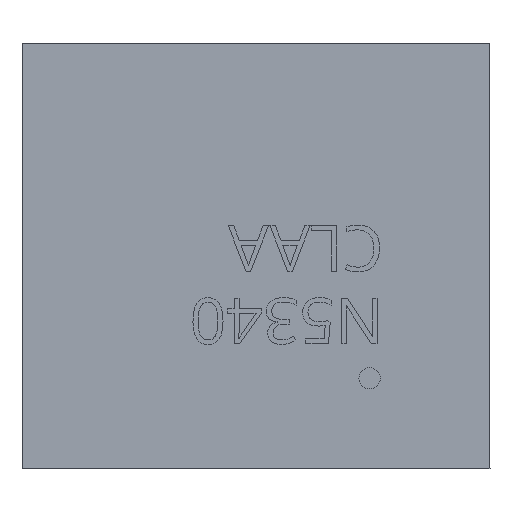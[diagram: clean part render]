
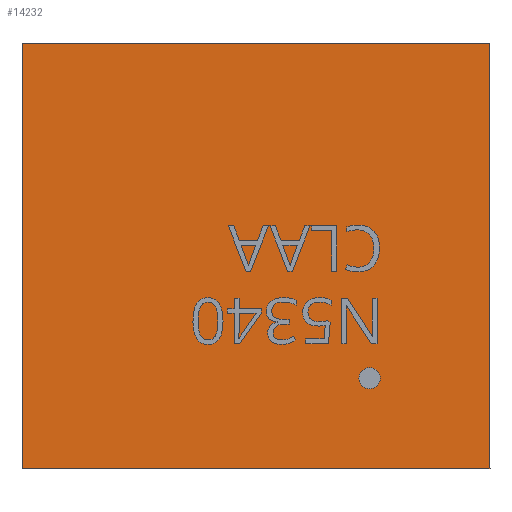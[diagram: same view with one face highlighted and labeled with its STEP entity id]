
A CAD part, top view. The second image highlights one B-rep face of the part: STEP entity #14232.
In plain terms, the highlighted planar face has unit normal (0, 0, 1).
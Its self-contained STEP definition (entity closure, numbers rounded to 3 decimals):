
#140 = DIRECTION ( 'NONE',  ( 0., -1., 0. ) ) ;
#305 = CARTESIAN_POINT ( 'NONE',  ( 2.195, 0., 0.404 ) ) ;
#1281 = CARTESIAN_POINT ( 'NONE',  ( -2.195, 1.997, 0.404 ) ) ;
#1383 = FACE_OUTER_BOUND ( 'NONE', #14325, .T. ) ;
#2326 = LINE ( 'NONE', #6779, #4845 ) ;
#2386 = ORIENTED_EDGE ( 'NONE', *, *, #2557, .F. ) ;
#2432 = LINE ( 'NONE', #305, #8978 ) ;
#2557 = EDGE_CURVE ( 'NONE', #7309, #3259, #2432, .T. ) ;
#3259 = VERTEX_POINT ( 'NONE', #12030 ) ;
#4573 = DIRECTION ( 'NONE',  ( 1., 0., 0. ) ) ;
#4845 = VECTOR ( 'NONE', #4573, 1000. ) ;
#6779 = CARTESIAN_POINT ( 'NONE',  ( 0., -1.997, 0.404 ) ) ;
#7309 = VERTEX_POINT ( 'NONE', #11700 ) ;
#7329 = CARTESIAN_POINT ( 'NONE',  ( 0., 0., 0.404 ) ) ;
#7478 = CARTESIAN_POINT ( 'NONE',  ( -2.195, -1.997, 0.404 ) ) ;
#7888 = LINE ( 'NONE', #13572, #10158 ) ;
#8233 = EDGE_CURVE ( 'NONE', #11697, #3259, #2326, .T. ) ;
#8978 = VECTOR ( 'NONE', #11338, 1000. ) ;
#9171 = PLANE ( 'NONE',  #13192 ) ;
#9527 = DIRECTION ( 'NONE',  ( 1., 0., 0. ) ) ;
#10158 = VECTOR ( 'NONE', #140, 1000. ) ;
#10648 = CARTESIAN_POINT ( 'NONE',  ( 0., 1.997, 0.404 ) ) ;
#10922 = DIRECTION ( 'NONE',  ( 0., 0., 1. ) ) ;
#10978 = ORIENTED_EDGE ( 'NONE', *, *, #8233, .T. ) ;
#11256 = ORIENTED_EDGE ( 'NONE', *, *, #13708, .T. ) ;
#11338 = DIRECTION ( 'NONE',  ( 0., -1., 0. ) ) ;
#11697 = VERTEX_POINT ( 'NONE', #7478 ) ;
#11700 = CARTESIAN_POINT ( 'NONE',  ( 2.195, 1.997, 0.404 ) ) ;
#12018 = LINE ( 'NONE', #10648, #13885 ) ;
#12030 = CARTESIAN_POINT ( 'NONE',  ( 2.195, -1.997, 0.404 ) ) ;
#12235 = ORIENTED_EDGE ( 'NONE', *, *, #13895, .F. ) ;
#12892 = DIRECTION ( 'NONE',  ( 1., 0., 0. ) ) ;
#13192 = AXIS2_PLACEMENT_3D ( 'NONE', #7329, #10922, #9527 ) ;
#13447 = VERTEX_POINT ( 'NONE', #1281 ) ;
#13572 = CARTESIAN_POINT ( 'NONE',  ( -2.195, 0., 0.404 ) ) ;
#13708 = EDGE_CURVE ( 'NONE', #13447, #11697, #7888, .T. ) ;
#13885 = VECTOR ( 'NONE', #12892, 1000. ) ;
#13895 = EDGE_CURVE ( 'NONE', #13447, #7309, #12018, .T. ) ;
#14232 = ADVANCED_FACE ( 'NONE', ( #1383 ), #9171, .T. ) ;
#14325 = EDGE_LOOP ( 'NONE', ( #12235, #11256, #10978, #2386 ) ) ;
